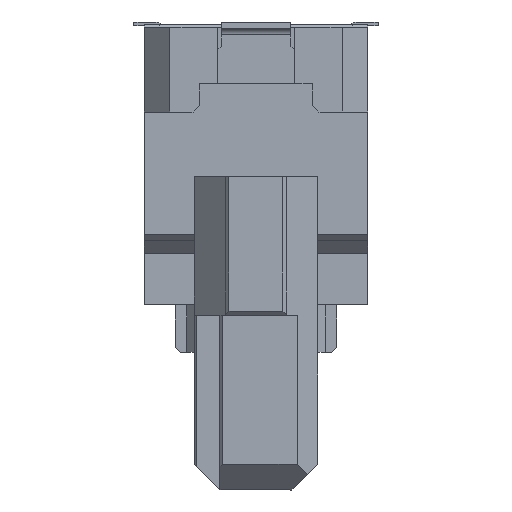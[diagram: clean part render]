
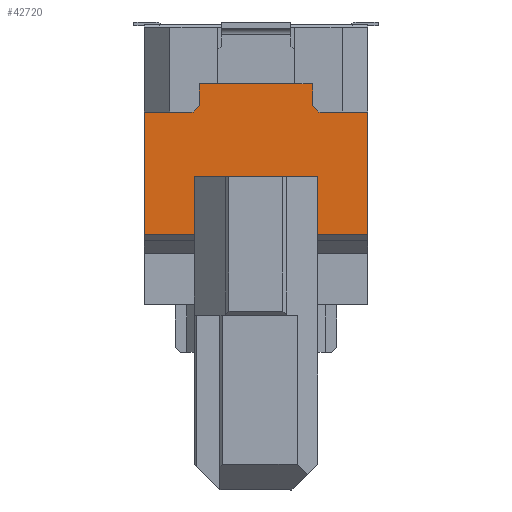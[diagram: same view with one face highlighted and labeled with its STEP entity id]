
A CAD part, left-side view. The second image highlights one B-rep face of the part: STEP entity #42720.
In plain terms, the highlighted planar face has unit normal (-1, 0, 0).
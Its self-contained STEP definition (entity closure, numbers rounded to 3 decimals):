
#8530=CARTESIAN_POINT('',(35.66,-87.6,10.45));
#8540=VERTEX_POINT('',#8530);
#8570=CARTESIAN_POINT('',(35.66,-87.6,
15.572));
#8580=DIRECTION('',(0.,0.,1.));
#8590=VECTOR('',#8580,1.);
#8600=LINE('',#8570,#8590);
#8610=CARTESIAN_POINT('',(35.66,-87.6,12.7));
#8620=VERTEX_POINT('',#8610);
#8630=EDGE_CURVE('',#8540,#8620,#8600,.T.);
#11730=CARTESIAN_POINT('',(35.66,-92.557,12.7));
#11740=DIRECTION('',(0.,-1.,0.));
#11750=VECTOR('',#11740,1.);
#11760=LINE('',#11730,#11750);
#11770=CARTESIAN_POINT('',(35.66,-92.4,12.7));
#11780=VERTEX_POINT('',#11770);
#11790=EDGE_CURVE('',#8620,#11780,#11760,.T.);
#24200=CARTESIAN_POINT('',(35.66,-92.4,
15.572));
#24210=DIRECTION('',(0.,0.,1.));
#24220=VECTOR('',#24210,1.);
#24230=LINE('',#24200,#24220);
#24240=CARTESIAN_POINT('',(35.66,-92.4,10.45));
#24250=VERTEX_POINT('',#24240);
#24260=EDGE_CURVE('',#24250,#11780,#24230,.T.);
#33270=CARTESIAN_POINT('',(35.66,-92.2,
16.3));
#33280=VERTEX_POINT('',#33270);
#33310=CARTESIAN_POINT('',(35.66,-92.557,
16.3));
#33320=DIRECTION('',(0.,-1.,0.));
#33330=VECTOR('',#33320,1.);
#33340=LINE('',#33310,#33330);
#33350=CARTESIAN_POINT('',(35.66,-87.8,
16.3));
#33360=VERTEX_POINT('',#33350);
#33370=EDGE_CURVE('',#33360,#33280,#33340,.T.);
#39070=CARTESIAN_POINT('',(35.66,-87.8,
15.572));
#39080=DIRECTION('',(0.,0.,-1.));
#39090=VECTOR('',#39080,1.);
#39100=LINE('',#39070,#39090);
#39110=CARTESIAN_POINT('',(35.66,-87.8,15.45));
#39120=VERTEX_POINT('',#39110);
#39130=EDGE_CURVE('',#33360,#39120,#39100,.T.);
#39510=CARTESIAN_POINT('',(35.66,-92.2,15.45));
#39520=VERTEX_POINT('',#39510);
#39550=CARTESIAN_POINT('',(35.66,-92.2,
15.572));
#39560=DIRECTION('',(0.,0.,-1.));
#39570=VECTOR('',#39560,1.);
#39580=LINE('',#39550,#39570);
#39590=EDGE_CURVE('',#33280,#39520,#39580,.T.);
#41630=CARTESIAN_POINT('',(35.66,-92.45,15.2));
#41640=VERTEX_POINT('',#41630);
#41780=CARTESIAN_POINT('',(35.66,-94.35,15.2));
#41790=VERTEX_POINT('',#41780);
#41820=CARTESIAN_POINT('',(35.66,-87.443,15.2));
#41830=DIRECTION('',(0.,-1.,0.));
#41840=VECTOR('',#41830,1.);
#41850=LINE('',#41820,#41840);
#41860=EDGE_CURVE('',#41640,#41790,#41850,.T.);
#41980=CARTESIAN_POINT('',(35.66,-90.,10.45));
#41990=DIRECTION('',(0.,-1.,0.));
#42000=VECTOR('',#41990,1.);
#42010=LINE('',#41980,#42000);
#42020=CARTESIAN_POINT('',(35.66,-94.35,10.45));
#42030=VERTEX_POINT('',#42020);
#42040=EDGE_CURVE('',#24250,#42030,#42010,.T.);
#42150=CARTESIAN_POINT('',(35.66,-91.5,
16.5));
#42160=DIRECTION('',(-1.,0.,0.));
#42170=DIRECTION('',(0.,-1.,0.));
#42180=AXIS2_PLACEMENT_3D('',#42150,#42160,#42170);
#42190=PLANE('',#42180);
#42200=CARTESIAN_POINT('',(35.66,-85.65,
15.572));
#42210=DIRECTION('',(0.,0.,1.));
#42220=VECTOR('',#42210,1.);
#42230=LINE('',#42200,#42220);
#42240=CARTESIAN_POINT('',(35.66,-85.65,10.45));
#42250=VERTEX_POINT('',#42240);
#42260=CARTESIAN_POINT('',(35.66,-85.65,15.2));
#42270=VERTEX_POINT('',#42260);
#42280=EDGE_CURVE('',#42250,#42270,#42230,.T.);
#42290=ORIENTED_EDGE('',*,*,#42280,.F.);
#42300=CARTESIAN_POINT('',(35.66,-92.557,15.2));
#42310=DIRECTION('',(0.,1.,0.));
#42320=VECTOR('',#42310,1.);
#42330=LINE('',#42300,#42320);
#42340=CARTESIAN_POINT('',(35.66,-87.55,15.2));
#42350=VERTEX_POINT('',#42340);
#42360=EDGE_CURVE('',#42350,#42270,#42330,.T.);
#42370=ORIENTED_EDGE('',*,*,#42360,.T.);
#42380=CARTESIAN_POINT('',(35.66,-87.922,
15.572));
#42390=DIRECTION('',(0.,-0.707,
0.707));
#42400=VECTOR('',#42390,1.);
#42410=LINE('',#42380,#42400);
#42420=EDGE_CURVE('',#42350,#39120,#42410,.T.);
#42430=ORIENTED_EDGE('',*,*,#42420,.F.);
#42440=ORIENTED_EDGE('',*,*,#39130,.T.);
#42450=ORIENTED_EDGE('',*,*,#33370,.F.);
#42460=ORIENTED_EDGE('',*,*,#39590,.F.);
#42470=CARTESIAN_POINT('',(35.66,-92.078,
15.572));
#42480=DIRECTION('',(0.,0.707,
0.707));
#42490=VECTOR('',#42480,1.);
#42500=LINE('',#42470,#42490);
#42510=EDGE_CURVE('',#41640,#39520,#42500,.T.);
#42520=ORIENTED_EDGE('',*,*,#42510,.T.);
#42530=ORIENTED_EDGE('',*,*,#41860,.F.);
#42540=CARTESIAN_POINT('',(35.66,-94.35,
15.572));
#42550=DIRECTION('',(0.,0.,1.));
#42560=VECTOR('',#42550,1.);
#42570=LINE('',#42540,#42560);
#42580=EDGE_CURVE('',#42030,#41790,#42570,.T.);
#42590=ORIENTED_EDGE('',*,*,#42580,.T.);
#42600=ORIENTED_EDGE('',*,*,#42040,.T.);
#42610=ORIENTED_EDGE('',*,*,#24260,.F.);
#42620=ORIENTED_EDGE('',*,*,#11790,.T.);
#42630=ORIENTED_EDGE('',*,*,#8630,.T.);
#42640=CARTESIAN_POINT('',(35.66,-90.,10.45));
#42650=DIRECTION('',(0.,1.,0.));
#42660=VECTOR('',#42650,1.);
#42670=LINE('',#42640,#42660);
#42680=EDGE_CURVE('',#8540,#42250,#42670,.T.);
#42690=ORIENTED_EDGE('',*,*,#42680,.F.);
#42700=EDGE_LOOP('',(#42690,#42630,#42620,#42610,#42600,#42590,#42530,
#42520,#42460,#42450,#42440,#42430,#42370,#42290));
#42710=FACE_OUTER_BOUND('',#42700,.T.);
#42720=ADVANCED_FACE('',(#42710),#42190,.T.);
